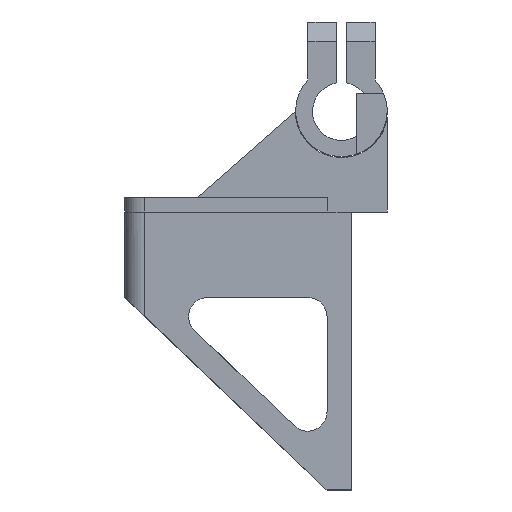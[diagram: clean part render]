
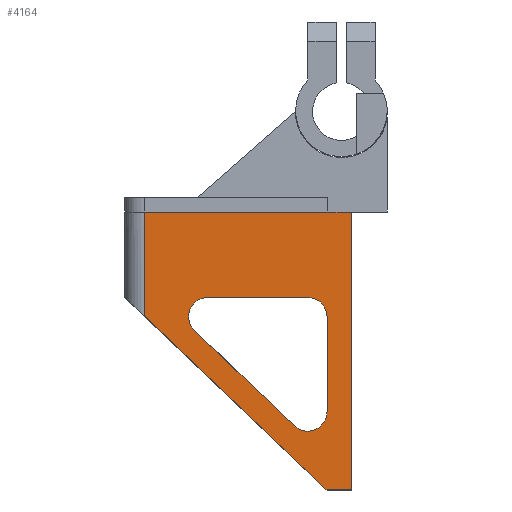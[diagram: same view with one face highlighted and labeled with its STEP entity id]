
A CAD part, front view. The second image highlights one B-rep face of the part: STEP entity #4164.
In plain terms, the highlighted planar face has unit normal (0, -1, 0).
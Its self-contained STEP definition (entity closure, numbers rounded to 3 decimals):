
#94=FACE_BOUND('',#713,.T.);
#226=PLANE('',#4525);
#433=FACE_OUTER_BOUND('',#712,.T.);
#712=EDGE_LOOP('',(#3719,#3720,#3721,#3722,#3723));
#713=EDGE_LOOP('',(#3724,#3725,#3726,#3727,#3728,#3729));
#1095=LINE('',#6712,#1535);
#1106=LINE('',#6750,#1546);
#1113=LINE('',#6767,#1553);
#1136=LINE('',#6825,#1576);
#1151=LINE('',#6857,#1591);
#1152=LINE('',#6859,#1592);
#1153=LINE('',#6861,#1593);
#1154=LINE('',#6862,#1594);
#1535=VECTOR('',#5448,10.);
#1546=VECTOR('',#5481,10.);
#1553=VECTOR('',#5496,10.);
#1576=VECTOR('',#5547,10.);
#1591=VECTOR('',#5566,10.);
#1592=VECTOR('',#5569,10.);
#1593=VECTOR('',#5570,10.);
#1594=VECTOR('',#5571,10.);
#1758=CIRCLE('',#4503,4.);
#1760=CIRCLE('',#4507,4.);
#1767=CIRCLE('',#4516,4.);
#2074=VERTEX_POINT('',#6709);
#2075=VERTEX_POINT('',#6711);
#2089=VERTEX_POINT('',#6743);
#2090=VERTEX_POINT('',#6745);
#2091=VERTEX_POINT('',#6749);
#2094=VERTEX_POINT('',#6757);
#2097=VERTEX_POINT('',#6766);
#2105=VERTEX_POINT('',#6786);
#2132=VERTEX_POINT('',#6852);
#2133=VERTEX_POINT('',#6855);
#2134=VERTEX_POINT('',#6860);
#2606=EDGE_CURVE('',#2075,#2074,#1095,.T.);
#2622=EDGE_CURVE('',#2090,#2089,#1758,.T.);
#2624=EDGE_CURVE('',#2091,#2090,#1106,.T.);
#2628=EDGE_CURVE('',#2094,#2091,#1760,.T.);
#2633=EDGE_CURVE('',#2097,#2094,#1113,.T.);
#2644=EDGE_CURVE('',#2105,#2097,#1767,.T.);
#2665=EDGE_CURVE('',#2089,#2105,#1136,.T.);
#2681=EDGE_CURVE('',#2133,#2132,#1151,.T.);
#2682=EDGE_CURVE('',#2074,#2132,#1152,.T.);
#2683=EDGE_CURVE('',#2133,#2134,#1153,.T.);
#2684=EDGE_CURVE('',#2075,#2134,#1154,.T.);
#3719=ORIENTED_EDGE('',*,*,#2682,.T.);
#3720=ORIENTED_EDGE('',*,*,#2681,.F.);
#3721=ORIENTED_EDGE('',*,*,#2683,.T.);
#3722=ORIENTED_EDGE('',*,*,#2684,.F.);
#3723=ORIENTED_EDGE('',*,*,#2606,.T.);
#3724=ORIENTED_EDGE('',*,*,#2628,.T.);
#3725=ORIENTED_EDGE('',*,*,#2624,.T.);
#3726=ORIENTED_EDGE('',*,*,#2622,.T.);
#3727=ORIENTED_EDGE('',*,*,#2665,.T.);
#3728=ORIENTED_EDGE('',*,*,#2644,.T.);
#3729=ORIENTED_EDGE('',*,*,#2633,.T.);
#4164=ADVANCED_FACE('',(#433,#94),#226,.F.);
#4503=AXIS2_PLACEMENT_3D('',#6746,#5476,#5477);
#4507=AXIS2_PLACEMENT_3D('',#6758,#5488,#5489);
#4516=AXIS2_PLACEMENT_3D('',#6787,#5515,#5516);
#4525=AXIS2_PLACEMENT_3D('',#6858,#5567,#5568);
#5448=DIRECTION('',(-1.,0.,0.));
#5476=DIRECTION('center_axis',(0.,1.,0.));
#5477=DIRECTION('ref_axis',(-0.928,0.,0.371));
#5481=DIRECTION('',(-0.724,0.,0.69));
#5488=DIRECTION('center_axis',(0.,1.,0.));
#5489=DIRECTION('ref_axis',(0.394,0.,-0.919));
#5496=DIRECTION('',(0.,0.,-1.));
#5515=DIRECTION('center_axis',(0.,1.,0.));
#5516=DIRECTION('ref_axis',(0.707,0.,0.707));
#5547=DIRECTION('',(1.,0.,0.));
#5566=DIRECTION('',(-0.724,0.,0.69));
#5567=DIRECTION('center_axis',(0.,1.,0.));
#5568=DIRECTION('ref_axis',(1.,0.,0.));
#5569=DIRECTION('',(0.,0.,-1.));
#5570=DIRECTION('',(1.,0.,0.));
#5571=DIRECTION('',(0.,0.,-1.));
#6709=CARTESIAN_POINT('',(-48.,-161.117,25.25));
#6711=CARTESIAN_POINT('',(-5.,-161.117,25.25));
#6712=CARTESIAN_POINT('',(-48.,-161.117,25.25));
#6743=CARTESIAN_POINT('',(-34.75,-161.117,7.5));
#6745=CARTESIAN_POINT('',(-37.509,-161.117,0.603));
#6746=CARTESIAN_POINT('Origin',(-34.75,-161.117,3.5));
#6749=CARTESIAN_POINT('',(-16.759,-161.117,-19.158));
#6750=CARTESIAN_POINT('',(-6.552,-161.117,-28.879));
#6757=CARTESIAN_POINT('',(-10.,-161.117,-16.262));
#6758=CARTESIAN_POINT('Origin',(-14.,-161.117,-16.262));
#6766=CARTESIAN_POINT('',(-10.,-161.117,3.5));
#6767=CARTESIAN_POINT('',(-10.,-161.117,7.5));
#6786=CARTESIAN_POINT('',(-14.,-161.117,7.5));
#6787=CARTESIAN_POINT('Origin',(-14.,-161.117,3.5));
#6825=CARTESIAN_POINT('',(-48.,-161.117,7.5));
#6852=CARTESIAN_POINT('',(-48.,-161.117,3.69));
#6855=CARTESIAN_POINT('',(-10.,-161.117,-32.5));
#6857=CARTESIAN_POINT('',(-10.,-161.117,-32.5));
#6858=CARTESIAN_POINT('Origin',(-48.,-161.117,15.25));
#6859=CARTESIAN_POINT('',(-48.,-161.117,15.25));
#6860=CARTESIAN_POINT('',(-5.,-161.117,-32.5));
#6861=CARTESIAN_POINT('',(-48.,-161.117,-32.5));
#6862=CARTESIAN_POINT('',(-5.,-161.117,15.25));
